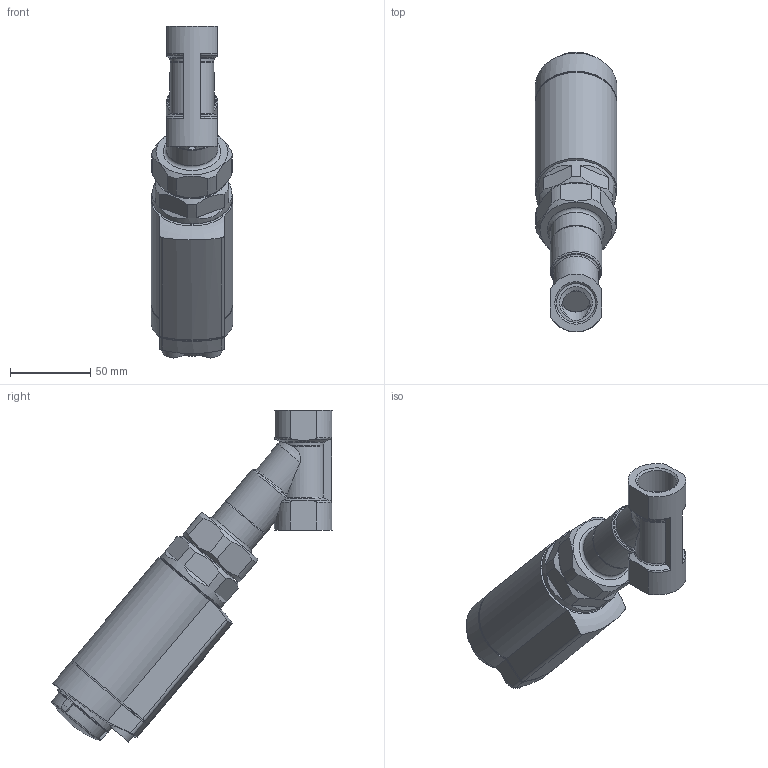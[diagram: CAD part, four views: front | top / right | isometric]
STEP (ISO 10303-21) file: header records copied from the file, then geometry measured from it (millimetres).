
FILE_DESCRIPTION(/* description */ ('STEP AP214'),/* implementation_level */ '2;1');
FILE_NAME(/* name */ '8060528_VZXA-B-TS6-20-M2-V13T-12_8-K-46-17-V4',/* time_stamp */ '2024-09-18T11:30:49+02:00',/* author */ ('License CC BY-ND 4.0'),/* organization */ ('CADENAS'),/* preprocessor_version */ 'ST-DEVELOPER v19.3',/* originating_system */ 'PARTsolutions',/* authorisation */ ' ');
FILE_SCHEMA (('AUTOMOTIVE_DESIGN {1 0 10303 214 3 1 1}'));
Length unit declared in the file: millimetre
Products named in the file (6): 8060528 VZXA-B-TS6-20-M2-V13T-12.8-K-46-17-V4---(0); 3539411 VZZA---T-S6-20-M2-V13-T; 8083959 DFPK-46-17-V4_housing---(0); 3539413 DFPK-46---(-_V4cap); 2284889 DFPK---(cover); 3465682 DFP_ec
Assembly tree (5 placements, depth 2):
  8060528 VZXA-B-TS6-20-M2-V13T-12.8-K-46-17-V4---(0)
    3539411 VZZA---T-S6-20-M2-V13-T
    8083959 DFPK-46-17-V4_housing---(0)
    3539413 DFPK-46---(-_V4cap)
    2284889 DFPK---(cover)
    3465682 DFP_ec
Bounding box: 50.99 x 174.68 x 207.07 mm (x, y, z)
Volume: 386326.8 mm3; surface area: 88059.1 mm2
Topology: 5 solids, 5 shells, 454 faces, 1091 edges, 701 vertices
Faces by surface type: plane 173, cylinder 138, cone 71, torus 64, sphere 8
Full cylindrical faces by diameter (mm): 3 x2, 4 x2, 5.8 x2, 6 x2, 7 x2, 7.2 x2, 8.2 x1, 8.376 x1, 8.566 x2, 9.8 x1, 10 x4, 10.15 x2, 11 x1, 15 x2, 16 x3, 16.2 x1, 18.2 x1, 18.8 x1, 19 x1, 20 x1, 22 x1, 24.117 x2, 28 x1, 28.5 x1, 32 x2, 33.1 x1, 33.376 x1, 33.835 x1, 36 x1, 37 x2
Entity records: 14013 total; most frequent: CARTESIAN_POINT 2902, DIRECTION 2081, ORIENTED_EDGE 1806, AXIS2_PLACEMENT_3D 904, EDGE_CURVE 903, VERTEX_POINT 663, EDGE_LOOP 662, FACE_BOUND 662
